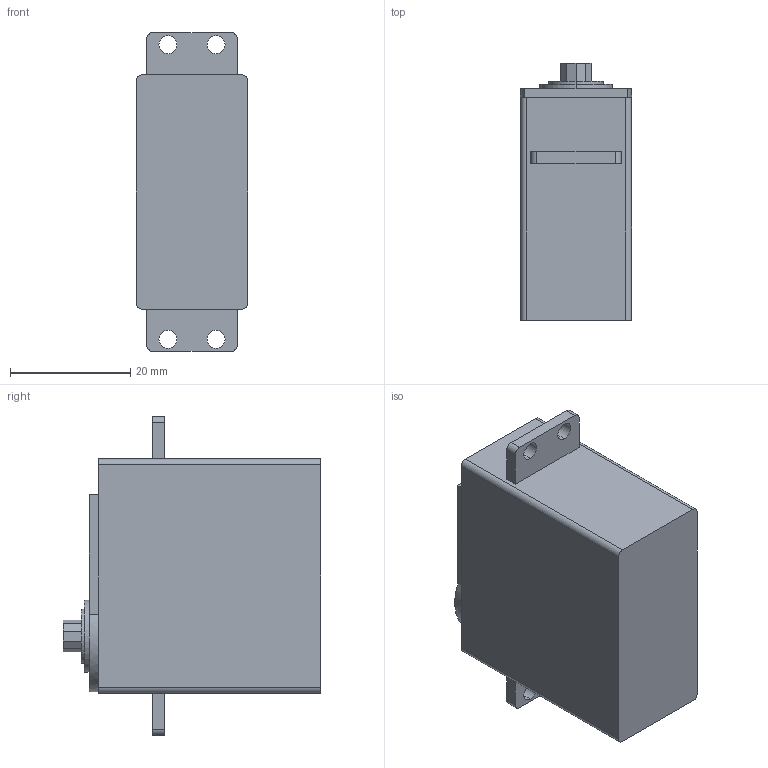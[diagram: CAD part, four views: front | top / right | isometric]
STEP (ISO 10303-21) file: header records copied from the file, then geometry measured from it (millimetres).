
FILE_DESCRIPTION (( 'STEP AP214' ), '1' );
FILE_NAME ('servo motor 2.STEP', '2023-08-26T08:36:45', ( '' ), ( '' ), 'SwSTEP 2.0', 'SolidWorks 2021', '' );
FILE_SCHEMA (( 'AUTOMOTIVE_DESIGN' ));
Length unit declared in the file: millimetre
Products named in the file (1): servo motor 2
Bounding box: 18.5 x 42.75 x 53 mm (x, y, z)
Volume: 28009.4 mm3; surface area: 6353.5 mm2
Topology: 1 solids, 1 shells, 56 faces, 145 edges, 96 vertices
Faces by surface type: plane 34, cylinder 22
Entity records: 1912 total; most frequent: DIRECTION 305, CARTESIAN_POINT 298, ORIENTED_EDGE 290, EDGE_CURVE 145, AXIS2_PLACEMENT_3D 103, LINE 99, VECTOR 99, VERTEX_POINT 96
